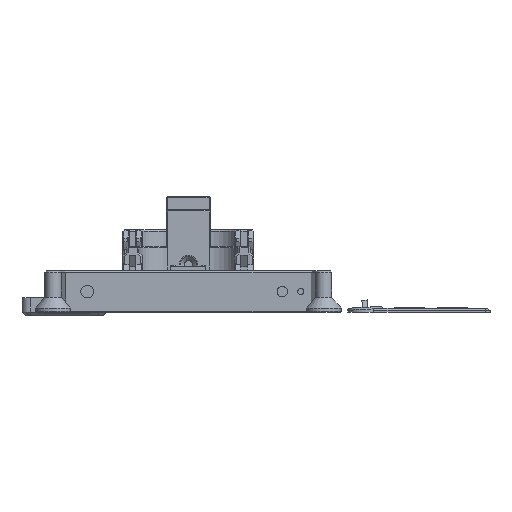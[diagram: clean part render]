
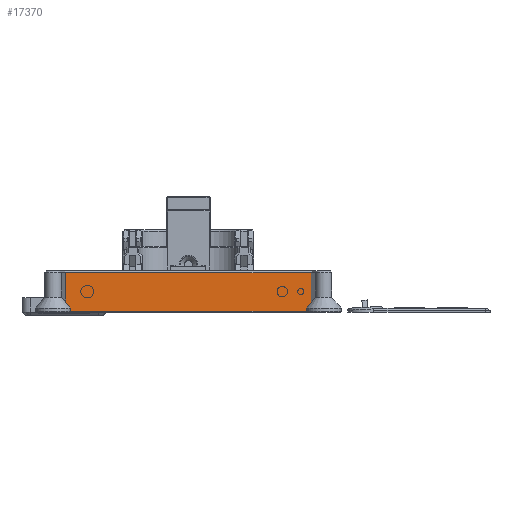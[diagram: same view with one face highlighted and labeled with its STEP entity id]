
A CAD part, left-side view. The second image highlights one B-rep face of the part: STEP entity #17370.
In plain terms, the highlighted planar face has unit normal (-1, 0, 0).
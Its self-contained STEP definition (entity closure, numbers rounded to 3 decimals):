
#2683=VERTEX_POINT('',#28329);
#2684=VERTEX_POINT('',#28331);
#2693=VERTEX_POINT('',#28353);
#2694=VERTEX_POINT('',#28355);
#5396=EDGE_CURVE('',#2683,#2684,#21758,.T.);
#5406=EDGE_CURVE('',#2683,#2693,#21760,.T.);
#5407=EDGE_CURVE('',#2693,#2694,#21761,.T.);
#5408=EDGE_CURVE('',#2694,#2684,#21762,.T.);
#10542=ORIENTED_EDGE('',*,*,#5396,.F.);
#10543=ORIENTED_EDGE('',*,*,#5406,.T.);
#10544=ORIENTED_EDGE('',*,*,#5407,.T.);
#10545=ORIENTED_EDGE('',*,*,#5408,.T.);
#13607=EDGE_LOOP('',(#10542,#10543,#10544,#10545));
#15115=FACE_BOUND('',#13607,.T.);
#16241=PLANE('',#19005);
#17370=ADVANCED_FACE('',(#15115),#16241,.F.);
#19005=AXIS2_PLACEMENT_3D('',#28352,#34751,#34752);
#21758=LINE('',#28332,#38657);
#21760=LINE('',#28354,#38659);
#21761=LINE('',#28356,#38660);
#21762=LINE('',#28357,#38661);
#28329=CARTESIAN_POINT('',(14453.95,7413.463,51099.796));
#28331=CARTESIAN_POINT('',(14453.95,7294.644,51099.796));
#28332=CARTESIAN_POINT('',(14453.95,7315.648,51099.796));
#28352=CARTESIAN_POINT('',(14453.95,7413.463,51083.596));
#28353=CARTESIAN_POINT('',(14453.95,7413.463,51081.096));
#28354=CARTESIAN_POINT('',(14453.95,7413.463,51083.596));
#28355=CARTESIAN_POINT('',(14453.95,7294.644,51081.096));
#28356=CARTESIAN_POINT('',(14453.95,7294.644,51081.096));
#28357=CARTESIAN_POINT('',(14453.95,7294.644,51084.596));
#34729=DIRECTION('',(0.,-1.,0.));
#34751=DIRECTION('',(1.,0.,0.));
#34752=DIRECTION('',(0.,-1.,0.));
#34753=DIRECTION('',(0.,0.,-1.));
#34754=DIRECTION('',(0.,-1.,0.));
#34755=DIRECTION('',(0.,0.,1.));
#38657=VECTOR('',#34729,1.);
#38659=VECTOR('',#34753,1.);
#38660=VECTOR('',#34754,1.);
#38661=VECTOR('',#34755,1.);
